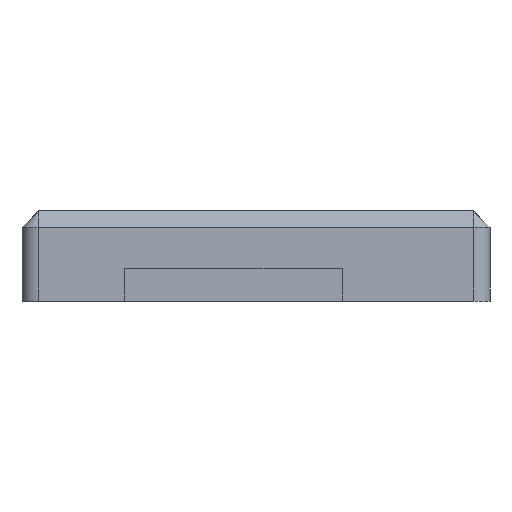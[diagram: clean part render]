
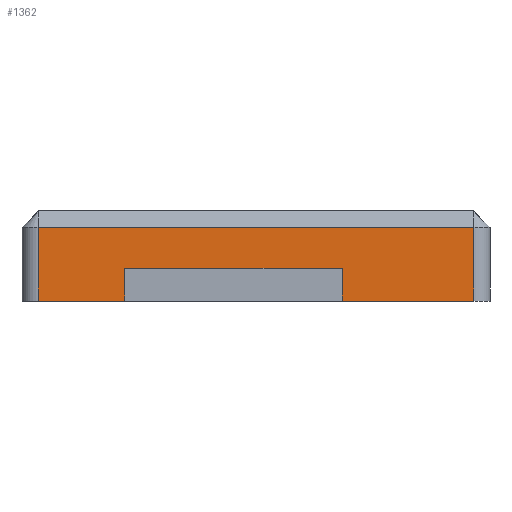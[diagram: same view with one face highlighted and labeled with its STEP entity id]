
A CAD part, left-side view. The second image highlights one B-rep face of the part: STEP entity #1362.
In plain terms, the highlighted planar face has unit normal (-1, 0, 0).
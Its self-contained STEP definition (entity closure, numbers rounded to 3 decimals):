
#22 = VERTEX_POINT('',#23);
#23 = CARTESIAN_POINT('',(111.02,179.87,22.452
    ));
#32 = PLANE('',#33);
#33 = AXIS2_PLACEMENT_3D('',#34,#35,#36);
#34 = CARTESIAN_POINT('',(114.02,179.87,26.452
    ));
#35 = DIRECTION('',(0.,-1.,0.));
#36 = DIRECTION('',(-1.,0.,0.));
#44 = PLANE('',#45);
#45 = AXIS2_PLACEMENT_3D('',#46,#47,#48);
#46 = CARTESIAN_POINT('',(168.52,190.37,22.452
    ));
#47 = DIRECTION('',(0.,0.,1.));
#48 = DIRECTION('',(-1.,0.,0.));
#56 = EDGE_CURVE('',#57,#22,#59,.T.);
#57 = VERTEX_POINT('',#58);
#58 = CARTESIAN_POINT('',(111.02,179.87,26.452
    ));
#59 = SURFACE_CURVE('',#60,(#64,#71),.PCURVE_S1.);
#60 = LINE('',#61,#62);
#61 = CARTESIAN_POINT('',(111.02,179.87,26.952
    ));
#62 = VECTOR('',#63,1.);
#63 = DIRECTION('',(0.,0.,-1.));
#64 = PCURVE('',#32,#65);
#65 = DEFINITIONAL_REPRESENTATION('',(#66),#70);
#66 = LINE('',#67,#68);
#67 = CARTESIAN_POINT('',(3.,-0.5));
#68 = VECTOR('',#69,1.);
#69 = DIRECTION('',(0.,1.));
#70 = ( GEOMETRIC_REPRESENTATION_CONTEXT(2) 
PARAMETRIC_REPRESENTATION_CONTEXT() REPRESENTATION_CONTEXT('2D SPACE',''
  ) );
#71 = PCURVE('',#72,#77);
#72 = PLANE('',#73);
#73 = AXIS2_PLACEMENT_3D('',#74,#75,#76);
#74 = CARTESIAN_POINT('',(111.02,218.87,27.452
    ));
#75 = DIRECTION('',(-1.,-0.,0.));
#76 = DIRECTION('',(0.,-1.,0.));
#77 = DEFINITIONAL_REPRESENTATION('',(#78),#82);
#78 = LINE('',#79,#80);
#79 = CARTESIAN_POINT('',(39.,-0.5));
#80 = VECTOR('',#81,1.);
#81 = DIRECTION('',(0.,-1.));
#82 = ( GEOMETRIC_REPRESENTATION_CONTEXT(2) 
PARAMETRIC_REPRESENTATION_CONTEXT() REPRESENTATION_CONTEXT('2D SPACE',''
  ) );
#100 = PLANE('',#101);
#101 = AXIS2_PLACEMENT_3D('',#102,#103,#104);
#102 = CARTESIAN_POINT('',(112.52,193.12,
    26.452));
#103 = DIRECTION('',(0.,0.,-1.));
#104 = DIRECTION('',(-1.,0.,0.));
#144 = VERTEX_POINT('',#145);
#145 = CARTESIAN_POINT('',(111.02,206.37,
    22.452));
#152 = PLANE('',#153);
#153 = AXIS2_PLACEMENT_3D('',#154,#155,#156);
#154 = CARTESIAN_POINT('',(111.02,206.37,
    26.452));
#155 = DIRECTION('',(0.,1.,0.));
#156 = DIRECTION('',(1.,0.,0.));
#195 = VERTEX_POINT('',#196);
#196 = CARTESIAN_POINT('',(111.02,206.37,
    26.452));
#217 = EDGE_CURVE('',#144,#195,#218,.T.);
#218 = SURFACE_CURVE('',#219,(#223,#230),.PCURVE_S1.);
#219 = LINE('',#220,#221);
#220 = CARTESIAN_POINT('',(111.02,206.37,
    26.952));
#221 = VECTOR('',#222,1.);
#222 = DIRECTION('',(0.,0.,1.));
#223 = PCURVE('',#152,#224);
#224 = DEFINITIONAL_REPRESENTATION('',(#225),#229);
#225 = LINE('',#226,#227);
#226 = CARTESIAN_POINT('',(0.,-0.5));
#227 = VECTOR('',#228,1.);
#228 = DIRECTION('',(0.,-1.));
#229 = ( GEOMETRIC_REPRESENTATION_CONTEXT(2) 
PARAMETRIC_REPRESENTATION_CONTEXT() REPRESENTATION_CONTEXT('2D SPACE',''
  ) );
#230 = PCURVE('',#72,#231);
#231 = DEFINITIONAL_REPRESENTATION('',(#232),#236);
#232 = LINE('',#233,#234);
#233 = CARTESIAN_POINT('',(12.5,-0.5));
#234 = VECTOR('',#235,1.);
#235 = DIRECTION('',(0.,1.));
#236 = ( GEOMETRIC_REPRESENTATION_CONTEXT(2) 
PARAMETRIC_REPRESENTATION_CONTEXT() REPRESENTATION_CONTEXT('2D SPACE',''
  ) );
#263 = EDGE_CURVE('',#195,#57,#264,.T.);
#264 = SURFACE_CURVE('',#265,(#269,#276),.PCURVE_S1.);
#265 = LINE('',#266,#267);
#266 = CARTESIAN_POINT('',(111.02,205.995,
    26.452));
#267 = VECTOR('',#268,1.);
#268 = DIRECTION('',(0.,-1.,0.));
#269 = PCURVE('',#100,#270);
#270 = DEFINITIONAL_REPRESENTATION('',(#271),#275);
#271 = LINE('',#272,#273);
#272 = CARTESIAN_POINT('',(1.5,12.875));
#273 = VECTOR('',#274,1.);
#274 = DIRECTION('',(0.,-1.));
#275 = ( GEOMETRIC_REPRESENTATION_CONTEXT(2) 
PARAMETRIC_REPRESENTATION_CONTEXT() REPRESENTATION_CONTEXT('2D SPACE',''
  ) );
#276 = PCURVE('',#72,#277);
#277 = DEFINITIONAL_REPRESENTATION('',(#278),#282);
#278 = LINE('',#279,#280);
#279 = CARTESIAN_POINT('',(12.875,-1.));
#280 = VECTOR('',#281,1.);
#281 = DIRECTION('',(1.,0.));
#282 = ( GEOMETRIC_REPRESENTATION_CONTEXT(2) 
PARAMETRIC_REPRESENTATION_CONTEXT() REPRESENTATION_CONTEXT('2D SPACE',''
  ) );
#418 = EDGE_CURVE('',#419,#144,#421,.T.);
#419 = VERTEX_POINT('',#420);
#420 = CARTESIAN_POINT('',(111.02,216.87,
    22.452));
#421 = SURFACE_CURVE('',#422,(#426,#433),.PCURVE_S1.);
#422 = LINE('',#423,#424);
#423 = CARTESIAN_POINT('',(111.02,204.62,
    22.452));
#424 = VECTOR('',#425,1.);
#425 = DIRECTION('',(0.,-1.,0.));
#426 = PCURVE('',#44,#427);
#427 = DEFINITIONAL_REPRESENTATION('',(#428),#432);
#428 = LINE('',#429,#430);
#429 = CARTESIAN_POINT('',(57.5,-14.25));
#430 = VECTOR('',#431,1.);
#431 = DIRECTION('',(0.,1.));
#432 = ( GEOMETRIC_REPRESENTATION_CONTEXT(2) 
PARAMETRIC_REPRESENTATION_CONTEXT() REPRESENTATION_CONTEXT('2D SPACE',''
  ) );
#433 = PCURVE('',#72,#434);
#434 = DEFINITIONAL_REPRESENTATION('',(#435),#439);
#435 = LINE('',#436,#437);
#436 = CARTESIAN_POINT('',(14.25,-5.));
#437 = VECTOR('',#438,1.);
#438 = DIRECTION('',(1.,0.));
#439 = ( GEOMETRIC_REPRESENTATION_CONTEXT(2) 
PARAMETRIC_REPRESENTATION_CONTEXT() REPRESENTATION_CONTEXT('2D SPACE',''
  ) );
#458 = CYLINDRICAL_SURFACE('',#459,2.);
#459 = AXIS2_PLACEMENT_3D('',#460,#461,#462);
#460 = CARTESIAN_POINT('',(113.02,216.87,
    27.452));
#461 = DIRECTION('',(0.,0.,1.));
#462 = DIRECTION('',(-0.707,0.707,0.));
#584 = VERTEX_POINT('',#585);
#585 = CARTESIAN_POINT('',(111.02,163.87,
    22.452));
#600 = CYLINDRICAL_SURFACE('',#601,2.);
#601 = AXIS2_PLACEMENT_3D('',#602,#603,#604);
#602 = CARTESIAN_POINT('',(113.02,163.87,
    27.452));
#603 = DIRECTION('',(0.,0.,1.));
#604 = DIRECTION('',(-0.707,-0.707,0.));
#612 = EDGE_CURVE('',#22,#584,#613,.T.);
#613 = SURFACE_CURVE('',#614,(#618,#625),.PCURVE_S1.);
#614 = LINE('',#615,#616);
#615 = CARTESIAN_POINT('',(111.02,204.62,
    22.452));
#616 = VECTOR('',#617,1.);
#617 = DIRECTION('',(0.,-1.,0.));
#618 = PCURVE('',#44,#619);
#619 = DEFINITIONAL_REPRESENTATION('',(#620),#624);
#620 = LINE('',#621,#622);
#621 = CARTESIAN_POINT('',(57.5,-14.25));
#622 = VECTOR('',#623,1.);
#623 = DIRECTION('',(0.,1.));
#624 = ( GEOMETRIC_REPRESENTATION_CONTEXT(2) 
PARAMETRIC_REPRESENTATION_CONTEXT() REPRESENTATION_CONTEXT('2D SPACE',''
  ) );
#625 = PCURVE('',#72,#626);
#626 = DEFINITIONAL_REPRESENTATION('',(#627),#631);
#627 = LINE('',#628,#629);
#628 = CARTESIAN_POINT('',(14.25,-5.));
#629 = VECTOR('',#630,1.);
#630 = DIRECTION('',(1.,0.));
#631 = ( GEOMETRIC_REPRESENTATION_CONTEXT(2) 
PARAMETRIC_REPRESENTATION_CONTEXT() REPRESENTATION_CONTEXT('2D SPACE',''
  ) );
#876 = VERTEX_POINT('',#877);
#877 = CARTESIAN_POINT('',(111.02,163.87,
    31.452));
#884 = PLANE('',#885);
#885 = AXIS2_PLACEMENT_3D('',#886,#887,#888);
#886 = CARTESIAN_POINT('',(112.02,204.62,
    32.452));
#887 = DIRECTION('',(-0.707,-0.,0.707));
#888 = DIRECTION('',(0.707,0.,0.707));
#949 = VERTEX_POINT('',#950);
#950 = CARTESIAN_POINT('',(111.02,216.87,
    31.452));
#998 = EDGE_CURVE('',#949,#876,#999,.T.);
#999 = SURFACE_CURVE('',#1000,(#1004,#1011),.PCURVE_S1.);
#1000 = LINE('',#1001,#1002);
#1001 = CARTESIAN_POINT('',(111.02,204.62,
    31.452));
#1002 = VECTOR('',#1003,1.);
#1003 = DIRECTION('',(0.,-1.,0.));
#1004 = PCURVE('',#884,#1005);
#1005 = DEFINITIONAL_REPRESENTATION('',(#1006),#1010);
#1006 = LINE('',#1007,#1008);
#1007 = CARTESIAN_POINT('',(-1.414,0.));
#1008 = VECTOR('',#1009,1.);
#1009 = DIRECTION('',(0.,-1.));
#1010 = ( GEOMETRIC_REPRESENTATION_CONTEXT(2) 
PARAMETRIC_REPRESENTATION_CONTEXT() REPRESENTATION_CONTEXT('2D SPACE',''
  ) );
#1011 = PCURVE('',#72,#1012);
#1012 = DEFINITIONAL_REPRESENTATION('',(#1013),#1017);
#1013 = LINE('',#1014,#1015);
#1014 = CARTESIAN_POINT('',(14.25,4.));
#1015 = VECTOR('',#1016,1.);
#1016 = DIRECTION('',(1.,0.));
#1017 = ( GEOMETRIC_REPRESENTATION_CONTEXT(2) 
PARAMETRIC_REPRESENTATION_CONTEXT() REPRESENTATION_CONTEXT('2D SPACE',''
  ) );
#1320 = EDGE_CURVE('',#876,#584,#1321,.T.);
#1321 = SURFACE_CURVE('',#1322,(#1326,#1333),.PCURVE_S1.);
#1322 = LINE('',#1323,#1324);
#1323 = CARTESIAN_POINT('',(111.02,163.87,
    27.452));
#1324 = VECTOR('',#1325,1.);
#1325 = DIRECTION('',(0.,0.,-1.));
#1326 = PCURVE('',#600,#1327);
#1327 = DEFINITIONAL_REPRESENTATION('',(#1328),#1332);
#1328 = LINE('',#1329,#1330);
#1329 = CARTESIAN_POINT('',(5.498,0.));
#1330 = VECTOR('',#1331,1.);
#1331 = DIRECTION('',(0.,-1.));
#1332 = ( GEOMETRIC_REPRESENTATION_CONTEXT(2) 
PARAMETRIC_REPRESENTATION_CONTEXT() REPRESENTATION_CONTEXT('2D SPACE',''
  ) );
#1333 = PCURVE('',#72,#1334);
#1334 = DEFINITIONAL_REPRESENTATION('',(#1335),#1339);
#1335 = LINE('',#1336,#1337);
#1336 = CARTESIAN_POINT('',(55.,0.));
#1337 = VECTOR('',#1338,1.);
#1338 = DIRECTION('',(0.,-1.));
#1339 = ( GEOMETRIC_REPRESENTATION_CONTEXT(2) 
PARAMETRIC_REPRESENTATION_CONTEXT() REPRESENTATION_CONTEXT('2D SPACE',''
  ) );
#1362 = ADVANCED_FACE('',(#1363),#72,.T.);
#1363 = FACE_BOUND('',#1364,.T.);
#1364 = EDGE_LOOP('',(#1365,#1366,#1367,#1368,#1369,#1390,#1391,#1392));
#1365 = ORIENTED_EDGE('',*,*,#56,.T.);
#1366 = ORIENTED_EDGE('',*,*,#612,.T.);
#1367 = ORIENTED_EDGE('',*,*,#1320,.F.);
#1368 = ORIENTED_EDGE('',*,*,#998,.F.);
#1369 = ORIENTED_EDGE('',*,*,#1370,.F.);
#1370 = EDGE_CURVE('',#419,#949,#1371,.T.);
#1371 = SURFACE_CURVE('',#1372,(#1376,#1383),.PCURVE_S1.);
#1372 = LINE('',#1373,#1374);
#1373 = CARTESIAN_POINT('',(111.02,216.87,
    27.452));
#1374 = VECTOR('',#1375,1.);
#1375 = DIRECTION('',(0.,0.,1.));
#1376 = PCURVE('',#72,#1377);
#1377 = DEFINITIONAL_REPRESENTATION('',(#1378),#1382);
#1378 = LINE('',#1379,#1380);
#1379 = CARTESIAN_POINT('',(2.,0.));
#1380 = VECTOR('',#1381,1.);
#1381 = DIRECTION('',(0.,1.));
#1382 = ( GEOMETRIC_REPRESENTATION_CONTEXT(2) 
PARAMETRIC_REPRESENTATION_CONTEXT() REPRESENTATION_CONTEXT('2D SPACE',''
  ) );
#1383 = PCURVE('',#458,#1384);
#1384 = DEFINITIONAL_REPRESENTATION('',(#1385),#1389);
#1385 = LINE('',#1386,#1387);
#1386 = CARTESIAN_POINT('',(0.785,0.));
#1387 = VECTOR('',#1388,1.);
#1388 = DIRECTION('',(0.,1.));
#1389 = ( GEOMETRIC_REPRESENTATION_CONTEXT(2) 
PARAMETRIC_REPRESENTATION_CONTEXT() REPRESENTATION_CONTEXT('2D SPACE',''
  ) );
#1390 = ORIENTED_EDGE('',*,*,#418,.T.);
#1391 = ORIENTED_EDGE('',*,*,#217,.T.);
#1392 = ORIENTED_EDGE('',*,*,#263,.T.);
